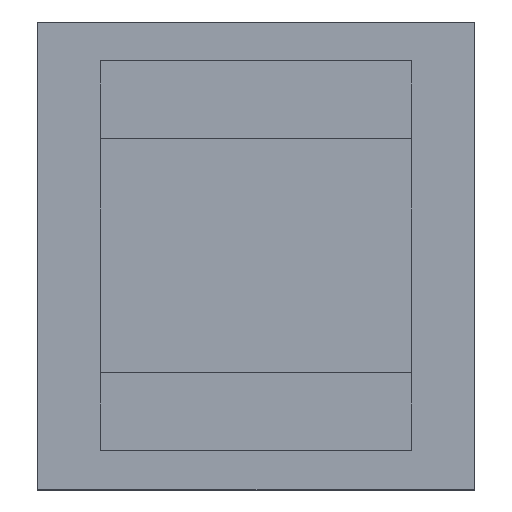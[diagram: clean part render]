
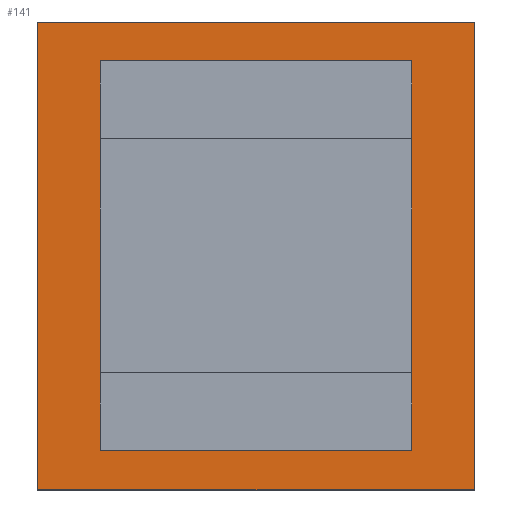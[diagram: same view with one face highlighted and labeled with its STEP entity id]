
A CAD part, top view. The second image highlights one B-rep face of the part: STEP entity #141.
In plain terms, the highlighted planar face has unit normal (0, 0, 1).
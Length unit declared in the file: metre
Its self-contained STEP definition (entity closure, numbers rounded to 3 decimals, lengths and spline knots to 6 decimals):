
#141 = ADVANCED_FACE( '', ( #317, #318 ), #319, .T. );
#317 = FACE_BOUND( '', #517, .T. );
#318 = FACE_OUTER_BOUND( '', #518, .T. );
#319 = PLANE( '', #519 );
#517 = EDGE_LOOP( '', ( #884, #885, #886, #887 ) );
#518 = EDGE_LOOP( '', ( #888, #889, #890, #891 ) );
#519 = AXIS2_PLACEMENT_3D( '', #892, #893, #894 );
#884 = ORIENTED_EDGE( '', *, *, #1299, .F. );
#885 = ORIENTED_EDGE( '', *, *, #1300, .F. );
#886 = ORIENTED_EDGE( '', *, *, #1301, .T. );
#887 = ORIENTED_EDGE( '', *, *, #1186, .T. );
#888 = ORIENTED_EDGE( '', *, *, #1297, .T. );
#889 = ORIENTED_EDGE( '', *, *, #1302, .T. );
#890 = ORIENTED_EDGE( '', *, *, #1303, .F. );
#891 = ORIENTED_EDGE( '', *, *, #1293, .F. );
#892 = CARTESIAN_POINT( '', ( 0., 0., 0.0005 ) );
#893 = DIRECTION( '', ( 0., 0., 1. ) );
#894 = DIRECTION( '', ( 1., 0., 0. ) );
#1186 = EDGE_CURVE( '', #1418, #1419, #1420, .T. );
#1293 = EDGE_CURVE( '', #1586, #1588, #1589, .T. );
#1297 = EDGE_CURVE( '', #1586, #1592, #1594, .T. );
#1299 = EDGE_CURVE( '', #1596, #1419, #1597, .T. );
#1300 = EDGE_CURVE( '', #1598, #1596, #1599, .T. );
#1301 = EDGE_CURVE( '', #1598, #1418, #1600, .T. );
#1302 = EDGE_CURVE( '', #1592, #1601, #1602, .T. );
#1303 = EDGE_CURVE( '', #1588, #1601, #1603, .T. );
#1418 = VERTEX_POINT( '', #1748 );
#1419 = VERTEX_POINT( '', #1749 );
#1420 = LINE( '', #1750, #1751 );
#1586 = VERTEX_POINT( '', #2002 );
#1588 = VERTEX_POINT( '', #2005 );
#1589 = LINE( '', #2006, #2007 );
#1592 = VERTEX_POINT( '', #2011 );
#1594 = LINE( '', #2014, #2015 );
#1596 = VERTEX_POINT( '', #2017 );
#1597 = LINE( '', #2018, #2019 );
#1598 = VERTEX_POINT( '', #2020 );
#1599 = LINE( '', #2021, #2022 );
#1600 = LINE( '', #2023, #2024 );
#1601 = VERTEX_POINT( '', #2025 );
#1602 = LINE( '', #2026, #2027 );
#1603 = LINE( '', #2028, #2029 );
#1748 = CARTESIAN_POINT( '', ( 0.001, 0.00125, 0.0005 ) );
#1749 = CARTESIAN_POINT( '', ( 0.001, -0.00125, 0.0005 ) );
#1750 = CARTESIAN_POINT( '', ( 0.001, 0.000273, 0.0005 ) );
#1751 = VECTOR( '', #2146, 1. );
#2002 = CARTESIAN_POINT( '', ( -0.0014, 0.0015, 0.0005 ) );
#2005 = CARTESIAN_POINT( '', ( 0.0014, 0.0015, 0.0005 ) );
#2006 = CARTESIAN_POINT( '', ( 0., 0.0015, 0.0005 ) );
#2007 = VECTOR( '', #2233, 1. );
#2011 = CARTESIAN_POINT( '', ( -0.0014, -0.0015, 0.0005 ) );
#2014 = CARTESIAN_POINT( '', ( -0.0014, 0.000111, 0.0005 ) );
#2015 = VECTOR( '', #2236, 1. );
#2017 = CARTESIAN_POINT( '', ( -0.001, -0.00125, 0.0005 ) );
#2018 = CARTESIAN_POINT( '', ( 0., -0.00125, 0.0005 ) );
#2019 = VECTOR( '', #2237, 1. );
#2020 = CARTESIAN_POINT( '', ( -0.001, 0.00125, 0.0005 ) );
#2021 = CARTESIAN_POINT( '', ( -0.001, 0.000273, 0.0005 ) );
#2022 = VECTOR( '', #2238, 1. );
#2023 = CARTESIAN_POINT( '', ( 0., 0.00125, 0.0005 ) );
#2024 = VECTOR( '', #2239, 1. );
#2025 = CARTESIAN_POINT( '', ( 0.0014, -0.0015, 0.0005 ) );
#2026 = CARTESIAN_POINT( '', ( 0., -0.0015, 0.0005 ) );
#2027 = VECTOR( '', #2240, 1. );
#2028 = CARTESIAN_POINT( '', ( 0.0014, 0.000111, 0.0005 ) );
#2029 = VECTOR( '', #2241, 1. );
#2146 = DIRECTION( '', ( 0., -1., 0. ) );
#2233 = DIRECTION( '', ( 1., 0., 0. ) );
#2236 = DIRECTION( '', ( 0., -1., 0. ) );
#2237 = DIRECTION( '', ( 1., 0., 0. ) );
#2238 = DIRECTION( '', ( 0., -1., 0. ) );
#2239 = DIRECTION( '', ( 1., 0., 0. ) );
#2240 = DIRECTION( '', ( 1., 0., 0. ) );
#2241 = DIRECTION( '', ( 0., -1., 0. ) );
